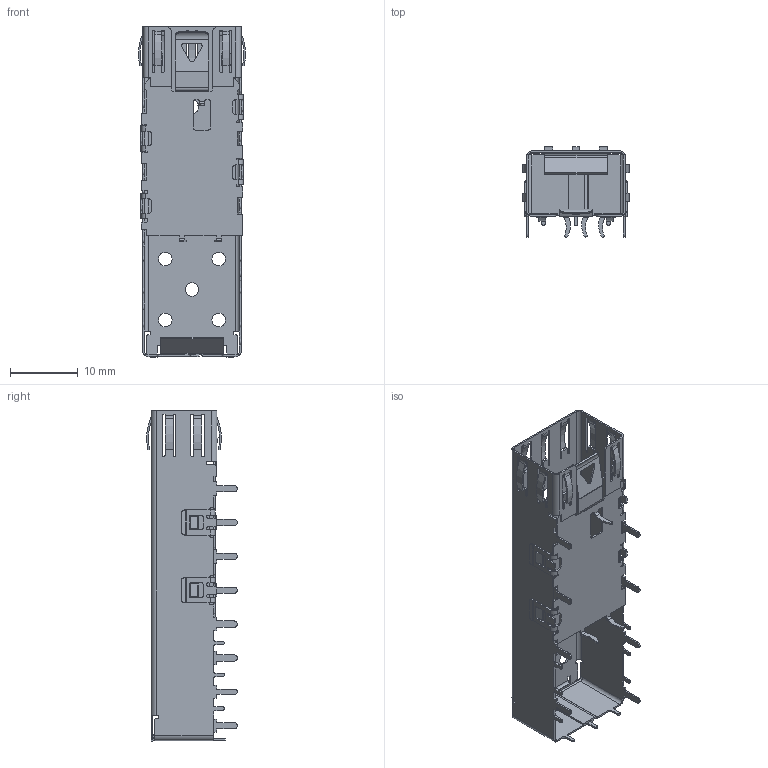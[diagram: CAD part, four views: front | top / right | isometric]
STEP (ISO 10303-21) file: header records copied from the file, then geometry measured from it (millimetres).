
FILE_DESCRIPTION (( 'STEP AP214' ), '1' );
FILE_NAME ('1489669-1.STEP', '2021-12-20T04:04:39', ( 'boksop' ), ( '' ), 'SwSTEP 2.0', 'SolidWorks 2020', '' );
FILE_SCHEMA (( 'AUTOMOTIVE_DESIGN' ));
Length unit declared in the file: millimetre
Products named in the file (4): 1489669-1_03; 1489669-1; 1489669-1_02; 1489669-1_01
Assembly tree (3 placements, depth 2):
  1489669-1
    1489669-1_01
    1489669-1_02
    1489669-1_03
Bounding box: 15.8 x 13.36 x 48.8 mm (x, y, z)
Volume: 544.4 mm3; surface area: 4465.2 mm2
Topology: 3 solids, 3 shells, 825 faces, 2515 edges, 1664 vertices
Faces by surface type: plane 464, cylinder 361
Entity records: 28681 total; most frequent: CARTESIAN_POINT 5184, ORIENTED_EDGE 5030, DIRECTION 4879, EDGE_CURVE 2515, VECTOR 1777, LINE 1777, VERTEX_POINT 1664, AXIS2_PLACEMENT_3D 1551
